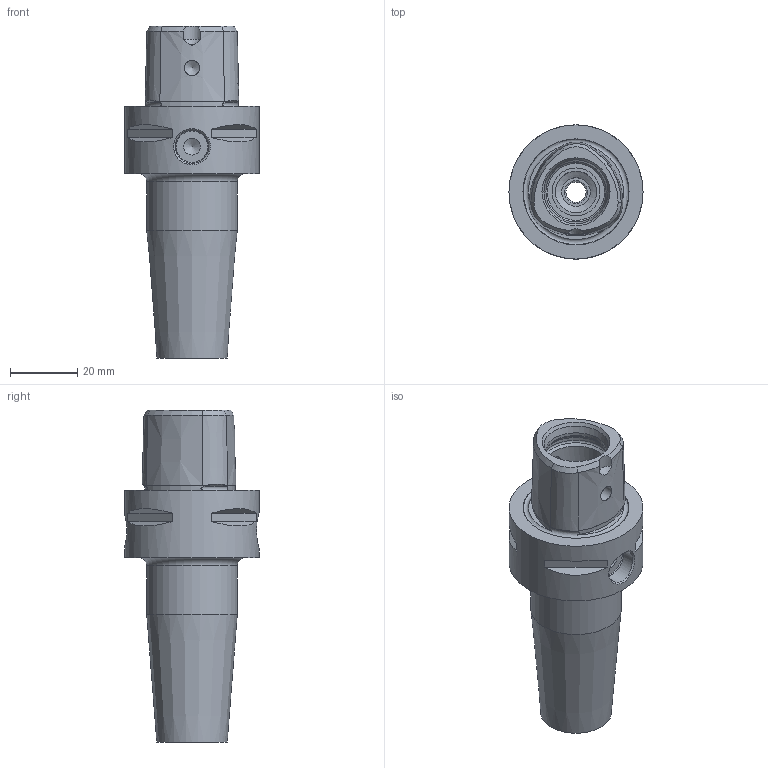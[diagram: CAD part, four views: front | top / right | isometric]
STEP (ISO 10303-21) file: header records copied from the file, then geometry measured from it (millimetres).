
FILE_DESCRIPTION(/* description */ (''),/* implementation_level */ '2;1');
FILE_NAME(/* name */ 'C4.70.06.stp',/* time_stamp */ '2022-05-24T15:31:31+02:00',/* author */ ('cad'),/* organization */ (''),/* preprocessor_version */ 'ST-DEVELOPER v18.1',/* originating_system */ 'Autodesk Inventor 2021',/* authorisation */ '');
FILE_SCHEMA (('AUTOMOTIVE_DESIGN { 1 0 10303 214 3 1 1 }'));
Length unit declared in the file: millimetre
Products named in the file (1): 04_06_37
Bounding box: 40 x 40 x 99 mm (x, y, z)
Volume: 55459.4 mm3; surface area: 14552.9 mm2
Topology: 1 solids, 1 shells, 93 faces, 252 edges, 169 vertices
Faces by surface type: cylinder 31, cone 31, plane 26, torus 4, bspline 1
Full cylindrical faces by diameter (mm): 4.6 x2, 5 x1, 6 x1, 6.917 x1, 8.5 x1, 9 x1, 10 x1, 12.376 x1, 14.3 x1, 18 x2, 20 x1, 27 x1, 40 x1
Entity records: 3441 total; most frequent: CARTESIAN_POINT 1006, DIRECTION 522, ORIENTED_EDGE 500, EDGE_CURVE 250, AXIS2_PLACEMENT_3D 226, VERTEX_POINT 170, CIRCLE 125, EDGE_LOOP 108
